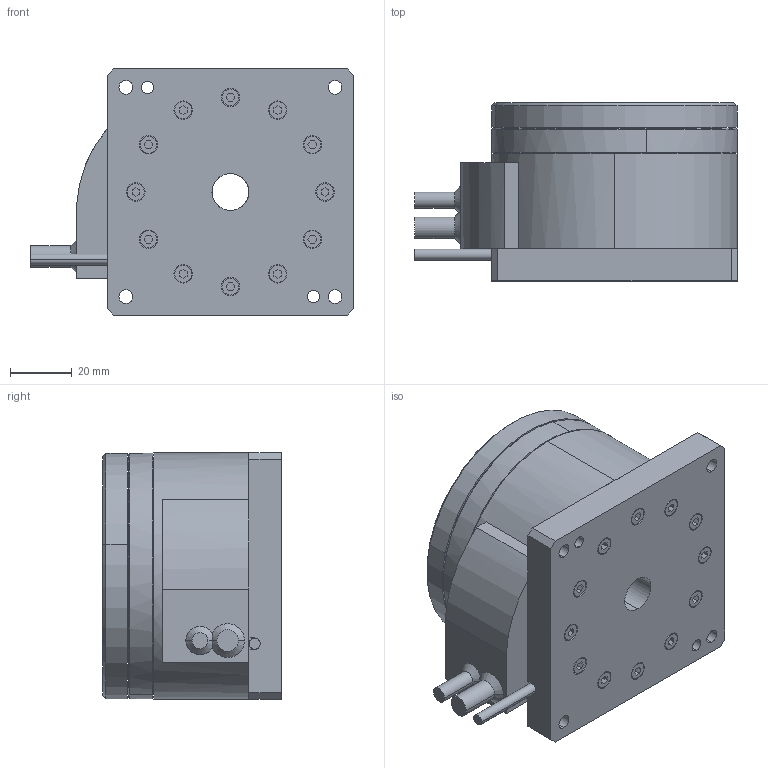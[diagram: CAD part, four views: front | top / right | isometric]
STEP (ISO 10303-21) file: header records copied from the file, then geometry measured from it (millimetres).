
FILE_DESCRIPTION (( 'STEP AP214' ), '1' );
FILE_NAME ('FMSR80D.STEP', '2021-07-21T12:52:18', ( '' ), ( '' ), 'SwSTEP 2.0', 'SolidWorks 2017', '' );
FILE_SCHEMA (( 'AUTOMOTIVE_DESIGN' ));
Length unit declared in the file: millimetre
Products named in the file (1): FMSR80D
Bounding box: 105 x 58 x 80 mm (x, y, z)
Volume: 307232.2 mm3; surface area: 63225.6 mm2
Topology: 3 solids, 3 shells, 499 faces, 1175 edges, 756 vertices
Faces by surface type: plane 241, cylinder 206, cone 52
Entity records: 23686 total; most frequent: CARTESIAN_POINT 6499, DIRECTION 2399, ORIENTED_EDGE 2318, EDGE_CURVE 1159, AXIS2_PLACEMENT_3D 848, VERTEX_POINT 756, VECTOR 703, LINE 703
